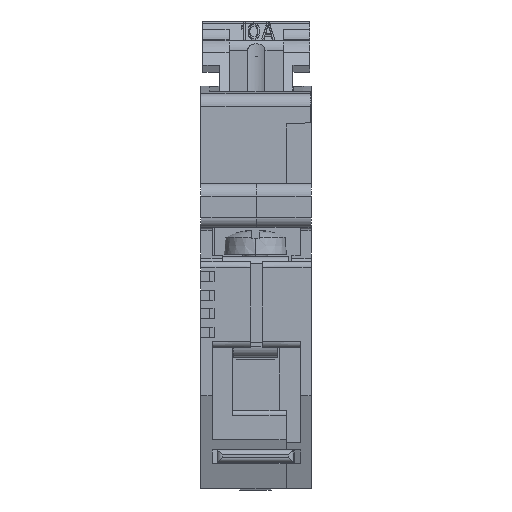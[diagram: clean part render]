
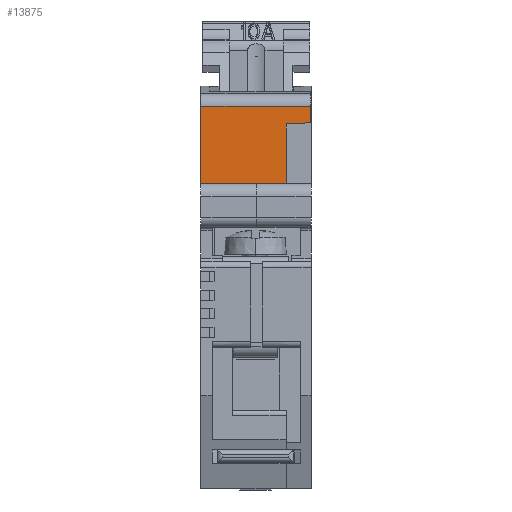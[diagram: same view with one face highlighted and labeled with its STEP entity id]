
A CAD part, front view. The second image highlights one B-rep face of the part: STEP entity #13875.
In plain terms, the highlighted face is planar.
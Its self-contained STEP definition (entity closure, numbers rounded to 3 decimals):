
#444=DIRECTION('',(0.,-1.,0.));
#445=VECTOR('',#444,9.5);
#446=CARTESIAN_POINT('',(-22.5,9.5,0.));
#447=LINE('',#446,#445);
#717=DIRECTION('',(0.,1.,0.));
#718=VECTOR('',#717,12.316);
#719=CARTESIAN_POINT('',(-22.5,0.,-13.6));
#720=LINE('',#719,#718);
#4639=DIRECTION('',(0.,0.,1.));
#4640=VECTOR('',#4639,13.6);
#4641=CARTESIAN_POINT('',(-22.5,0.,-13.6));
#4642=LINE('',#4641,#4640);
#4668=DIRECTION('',(0.,0.052,0.999));
#4669=VECTOR('',#4668,3.905);
#4670=CARTESIAN_POINT('',(-22.5,9.5,0.));
#4671=LINE('',#4670,#4669);
#4675=DIRECTION('',(0.,0.,1.));
#4676=VECTOR('',#4675,17.5);
#4677=CARTESIAN_POINT('',(-22.5,12.316,-13.6));
#4678=LINE('',#4677,#4676);
#4689=DIRECTION('',(0.,-1.,0.));
#4690=VECTOR('',#4689,2.611);
#4691=CARTESIAN_POINT('',(-22.5,12.316,3.9));
#4692=LINE('',#4691,#4690);
#8890=CARTESIAN_POINT('',(-22.5,0.,-13.6));
#8891=CARTESIAN_POINT('',(-22.5,0.,0.));
#8892=VERTEX_POINT('',#8890);
#8893=VERTEX_POINT('',#8891);
#9464=CARTESIAN_POINT('',(-22.5,12.316,-13.6));
#9466=VERTEX_POINT('',#9464);
#9828=CARTESIAN_POINT('',(-22.5,12.316,3.9));
#9830=VERTEX_POINT('',#9828);
#9839=CARTESIAN_POINT('',(-22.5,9.704,3.9));
#9840=VERTEX_POINT('',#9839);
#9843=CARTESIAN_POINT('',(-22.5,9.5,0.));
#9844=VERTEX_POINT('',#9843);
#13859=CARTESIAN_POINT('',(-22.5,14.088,0.));
#13860=DIRECTION('',(-1.,0.,0.));
#13861=DIRECTION('',(0.,-1.,0.));
#13862=AXIS2_PLACEMENT_3D('',#13859,#13860,#13861);
#13863=PLANE('',#13862);
#13865=ORIENTED_EDGE('',*,*,#13864,.F.);
#13866=ORIENTED_EDGE('',*,*,#10496,.T.);
#13867=ORIENTED_EDGE('',*,*,#13848,.F.);
#13868=ORIENTED_EDGE('',*,*,#10653,.T.);
#13870=ORIENTED_EDGE('',*,*,#13869,.T.);
#13872=ORIENTED_EDGE('',*,*,#13871,.T.);
#13873=EDGE_LOOP('',(#13865,#13866,#13867,#13868,#13870,#13872));
#13874=FACE_OUTER_BOUND('',#13873,.F.);
#10496=EDGE_CURVE('',#9844,#8893,#447,.T.);
#10653=EDGE_CURVE('',#8892,#9466,#720,.T.);
#13848=EDGE_CURVE('',#8892,#8893,#4642,.T.);
#13864=EDGE_CURVE('',#9844,#9840,#4671,.T.);
#13869=EDGE_CURVE('',#9466,#9830,#4678,.T.);
#13871=EDGE_CURVE('',#9830,#9840,#4692,.T.);
#13875=ADVANCED_FACE('',(#13874),#13863,.T.);
